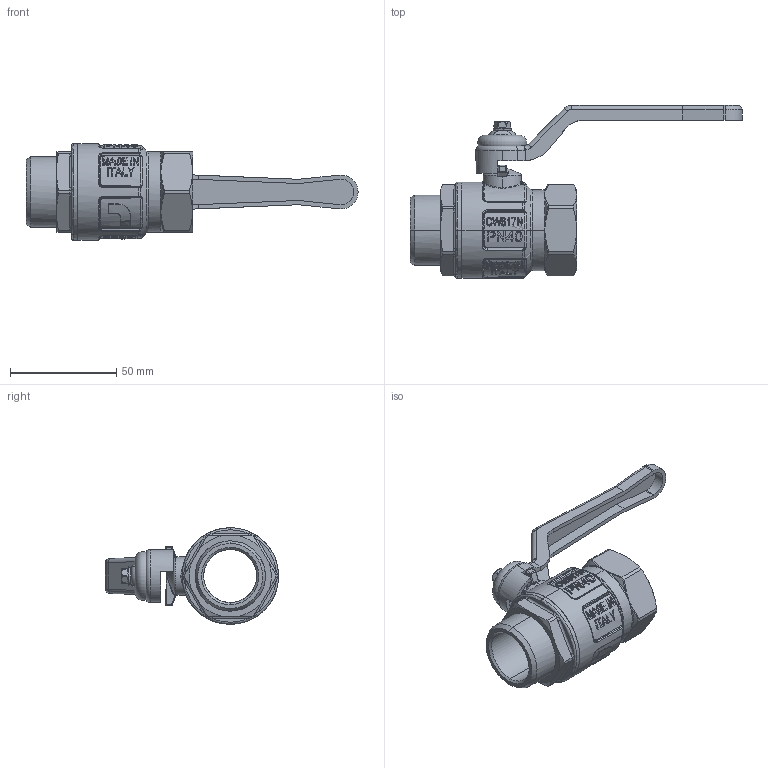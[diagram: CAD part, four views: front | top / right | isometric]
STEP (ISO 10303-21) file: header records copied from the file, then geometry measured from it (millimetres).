
FILE_DESCRIPTION (( 'STEP AP214' ), '1' );
FILE_NAME ('IT-IDEAL09106_R.STEP', '2018-09-21T12:58:11', ( '' ), ( '' ), 'SwSTEP 2.0', 'SolidWorks 2018', '' );
FILE_SCHEMA (( 'AUTOMOTIVE_DESIGN' ));
Length unit declared in the file: millimetre
Products named in the file (1): IT-IDEAL09106_R
Bounding box: 156.5 x 81.55 x 45.5 mm (x, y, z)
Surface area: 26644.9 mm2 (no closed solid volume)
Topology: 0 solids, 9 shells, 976 faces, 2450 edges, 1487 vertices
Faces by surface type: plane 360, bspline 296, cylinder 190, torus 78, cone 39, sphere 13
Entity records: 46564 total; most frequent: CARTESIAN_POINT 29143, ORIENTED_EDGE 4760, EDGE_CURVE 2395, B_SPLINE_CURVE_WITH_KNOTS 2274, VERTEX_POINT 1484, DIRECTION 1360, EDGE_LOOP 1043, ADVANCED_FACE 975
